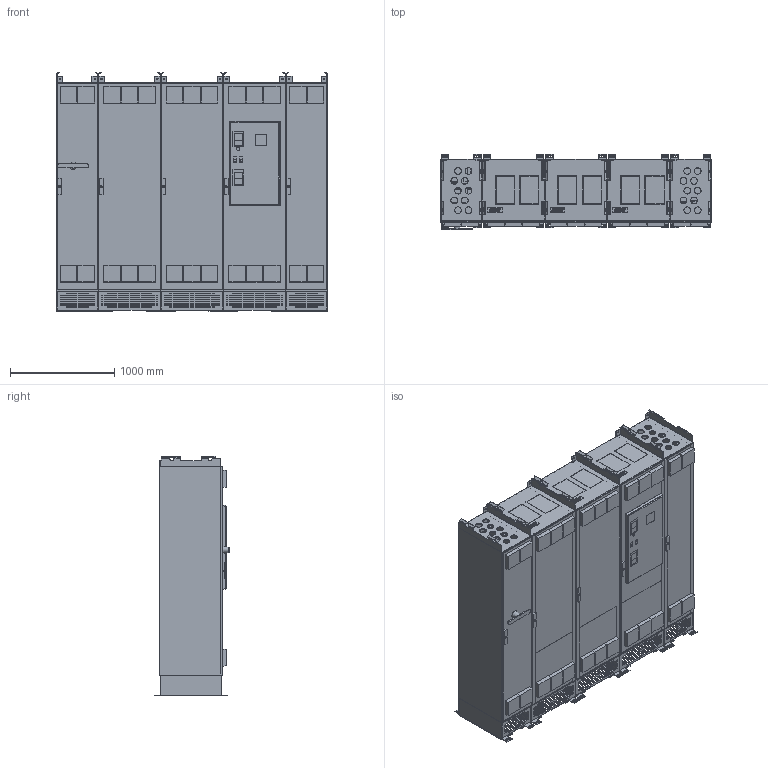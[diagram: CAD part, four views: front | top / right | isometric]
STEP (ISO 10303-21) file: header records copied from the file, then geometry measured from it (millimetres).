
FILE_DESCRIPTION(/* description */ (''),/* implementation_level */ '2;1');
FILE_NAME(/* name */ '181K4976.stp',/* time_stamp */ '2026-01-05T14:55:56+02:00',/* author */ (''),/* organization */ (''),/* preprocessor_version */ 'ST-DEVELOPER v20',/* originating_system */ 'SIEMENS PLM Software NX2312.3002',/* authorisation */ '');
FILE_SCHEMA (('AUTOMOTIVE_DESIGN { 1 0 10303 214 3 1 1 1 }'));
Products named in the file (16): 181K4986; 181K4899; 181K4895; 181K4904_80406ID; 181K4890; 181K4894; 181K4903; 181K4889; 181K4910; 181K4909; 181K4930; 181K4985; 181K4928; 181K4929; 181K4959; 181K4976
Assembly tree (18 placements, depth 3):
  181K4976
    181K4959
      181K4909
      181K4910
      181K4889
    181K4930
    181K4929  x2
      181K4903
      181K4894
      181K4890
    181K4928
      181K4904_80406ID
      181K4895
      181K4890
    181K4985
      181K4889
      181K4899
      181K4986
Bounding box: 2600 x 728.4 x 2302.5 mm (x, y, z)
Volume: 1473496108.1 mm3; surface area: 80338484.3 mm2
Topology: 17 solids, 58 shells, 6869 faces, 19032 edges, 12687 vertices
Faces by surface type: plane 5775, cylinder 856, extrusion 119, cone 73, bspline 46
Full cylindrical faces by diameter (mm): 3 x5, 3.3 x1, 6.5 x10, 7 x9, 8 x1, 8.5 x4, 9 x1, 10 x24, 10.5 x38, 12 x6, 12.2 x22, 12.5 x6, 13 x32, 15 x12, 15.5 x72, 19.788 x5, 22 x1, 25.854 x2, 26 x6, 28 x1, 28.338 x1, 28.472 x1, 46 x40, 65 x28
Entity records: 208733 total; most frequent: CARTESIAN_POINT 39050, ORIENTED_EDGE 30004, DIRECTION 26780, EDGE_CURVE 15002, VECTOR 13318, LINE 13199, VERTEX_POINT 10190, EDGE_LOOP 7290
